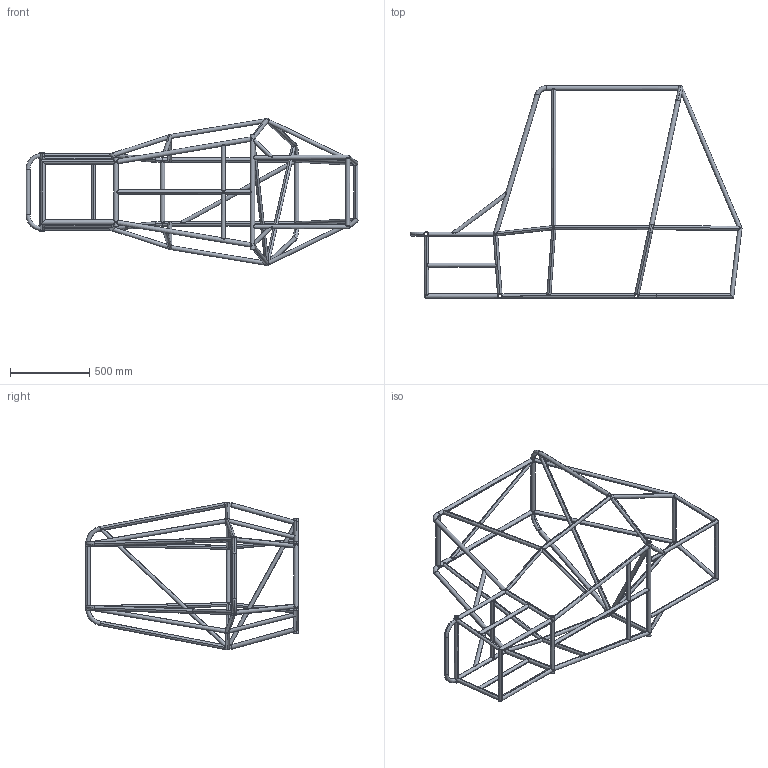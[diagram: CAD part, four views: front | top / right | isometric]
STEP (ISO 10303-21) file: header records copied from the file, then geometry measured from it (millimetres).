
FILE_DESCRIPTION (( 'STEP AP203' ), '1' );
FILE_NAME ('rollcage.STEP', '2025-07-19T18:45:47', ( '' ), ( '' ), 'SwSTEP 2.0', 'SolidWorks 2024', '' );
FILE_SCHEMA (( 'CONFIG_CONTROL_DESIGN' ));
Length unit declared in the file: millimetre
Products named in the file (1): rollcage
Bounding box: 2090.4 x 1339.29 x 928.43 mm (x, y, z)
Volume: 5554012 mm3; surface area: 4888013.8 mm2
Topology: 50 solids, 50 shells, 449 faces, 1187 edges, 789 vertices
Faces by surface type: cylinder 366, torus 52, plane 26, bspline 5
Entity records: 26118 total; most frequent: CARTESIAN_POINT 16393, ORIENTED_EDGE 2374, DIRECTION 1531, EDGE_CURVE 1187, VERTEX_POINT 789, AXIS2_PLACEMENT_3D 631, EDGE_LOOP 500, ADVANCED_FACE 449
